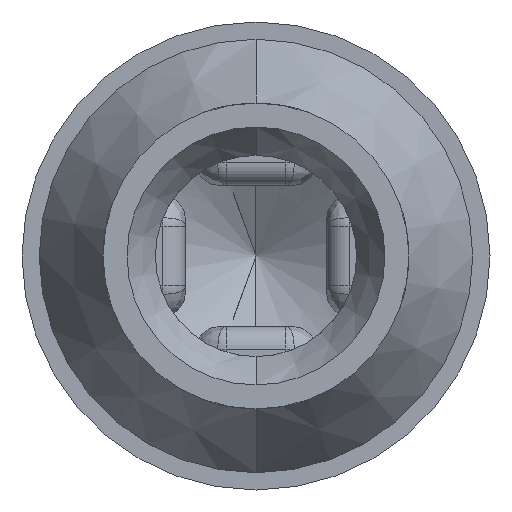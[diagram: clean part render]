
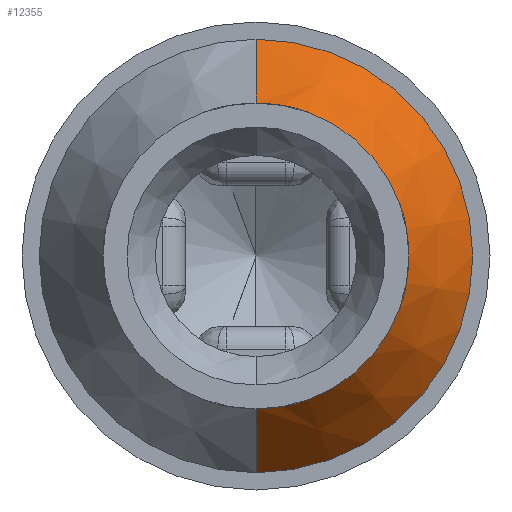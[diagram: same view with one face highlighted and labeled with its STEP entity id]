
A CAD part, front view. The second image highlights one B-rep face of the part: STEP entity #12355.
In plain terms, the highlighted conical face has half-angle 30 degrees and reference radius 3.45 mm.
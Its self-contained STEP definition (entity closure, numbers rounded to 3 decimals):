
#384 = CARTESIAN_POINT ( 'NONE',  ( 0., 11.206, 3.45 ) ) ;
#717 = CARTESIAN_POINT ( 'NONE',  ( 0., 11.206, -3.45 ) ) ;
#952 = DIRECTION ( 'NONE',  ( 0., 0., 1. ) ) ;
#975 = CARTESIAN_POINT ( 'NONE',  ( 0., 11.206, 3.45 ) ) ;
#1217 = DIRECTION ( 'NONE',  ( 0., 0., 1. ) ) ;
#1576 = VERTEX_POINT ( 'NONE', #975 ) ;
#1703 = CARTESIAN_POINT ( 'NONE',  ( 0., 11.206, -3.45 ) ) ;
#1817 = AXIS2_PLACEMENT_3D ( 'NONE', #12757, #6574, #1217 ) ;
#1930 = DIRECTION ( 'NONE',  ( 0., 0., 1. ) ) ;
#2242 = VERTEX_POINT ( 'NONE', #8519 ) ;
#2640 = LINE ( 'NONE', #1703, #3980 ) ;
#2819 = FACE_OUTER_BOUND ( 'NONE', #12222, .T. ) ;
#2905 = CARTESIAN_POINT ( 'NONE',  ( 0., 11.206, 0. ) ) ;
#2961 = EDGE_CURVE ( 'NONE', #1576, #4569, #12454, .T. ) ;
#3980 = VECTOR ( 'NONE', #11163, 1000. ) ;
#4391 = ORIENTED_EDGE ( 'NONE', *, *, #8562, .F. ) ;
#4569 = VERTEX_POINT ( 'NONE', #717 ) ;
#4776 = DIRECTION ( 'NONE',  ( 0., 0.866, 0.5 ) ) ;
#6028 = VECTOR ( 'NONE', #4776, 1000. ) ;
#6149 = ORIENTED_EDGE ( 'NONE', *, *, #2961, .T. ) ;
#6491 = ORIENTED_EDGE ( 'NONE', *, *, #9011, .F. ) ;
#6506 = ORIENTED_EDGE ( 'NONE', *, *, #13692, .T. ) ;
#6574 = DIRECTION ( 'NONE',  ( 0., 1., 0. ) ) ;
#6770 = AXIS2_PLACEMENT_3D ( 'NONE', #2905, #7238, #1930 ) ;
#7238 = DIRECTION ( 'NONE',  ( 0., 1., 0. ) ) ;
#8142 = CIRCLE ( 'NONE', #10984, 4.89 ) ;
#8519 = CARTESIAN_POINT ( 'NONE',  ( 0., 13.7, -4.89 ) ) ;
#8562 = EDGE_CURVE ( 'NONE', #11585, #2242, #8142, .T. ) ;
#9011 = EDGE_CURVE ( 'NONE', #1576, #11585, #12708, .T. ) ;
#9405 = CARTESIAN_POINT ( 'NONE',  ( 0., 13.7, 0. ) ) ;
#9536 = CARTESIAN_POINT ( 'NONE',  ( 0., 13.7, 4.89 ) ) ;
#10984 = AXIS2_PLACEMENT_3D ( 'NONE', #9405, #11477, #952 ) ;
#11163 = DIRECTION ( 'NONE',  ( 0., 0.866, -0.5 ) ) ;
#11477 = DIRECTION ( 'NONE',  ( 0., 1., 0. ) ) ;
#11585 = VERTEX_POINT ( 'NONE', #9536 ) ;
#11662 = CONICAL_SURFACE ( 'NONE', #6770, 3.45, 0.524 ) ;
#12222 = EDGE_LOOP ( 'NONE', ( #6149, #6506, #4391, #6491 ) ) ;
#12355 = ADVANCED_FACE ( 'NONE', ( #2819 ), #11662, .T. ) ;
#12454 = CIRCLE ( 'NONE', #1817, 3.45 ) ;
#12708 = LINE ( 'NONE', #384, #6028 ) ;
#12757 = CARTESIAN_POINT ( 'NONE',  ( 0., 11.206, 0. ) ) ;
#13692 = EDGE_CURVE ( 'NONE', #4569, #2242, #2640, .T. ) ;
